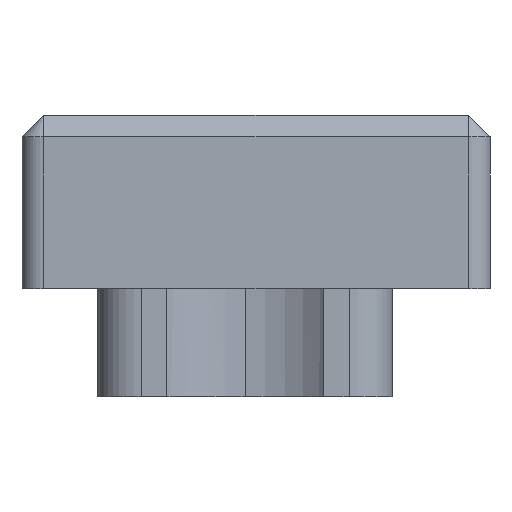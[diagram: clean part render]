
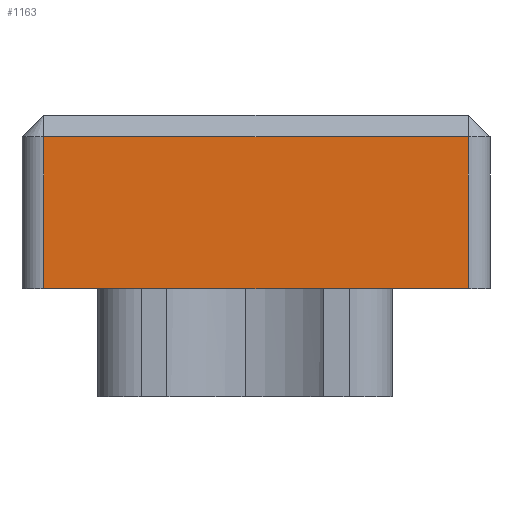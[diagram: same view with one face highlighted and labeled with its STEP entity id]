
A CAD part, left-side view. The second image highlights one B-rep face of the part: STEP entity #1163.
In plain terms, the highlighted planar face has unit normal (-1, 0, 0).
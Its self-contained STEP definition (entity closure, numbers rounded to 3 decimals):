
#39=PLANE('',#1259);
#92=FACE_OUTER_BOUND('',#159,.T.);
#159=EDGE_LOOP('',(#881,#882,#883,#884));
#307=LINE('',#2418,#395);
#328=LINE('',#3040,#416);
#329=LINE('',#3044,#417);
#330=LINE('',#3045,#418);
#395=VECTOR('',#1393,10.);
#416=VECTOR('',#1452,10.);
#417=VECTOR('',#1457,10.);
#418=VECTOR('',#1458,10.);
#506=VERTEX_POINT('',#2412);
#508=VERTEX_POINT('',#2416);
#523=VERTEX_POINT('',#3039);
#524=VERTEX_POINT('',#3043);
#628=EDGE_CURVE('',#508,#506,#307,.T.);
#661=EDGE_CURVE('',#506,#523,#328,.T.);
#663=EDGE_CURVE('',#524,#508,#329,.T.);
#664=EDGE_CURVE('',#524,#523,#330,.F.);
#881=ORIENTED_EDGE('',*,*,#628,.F.);
#882=ORIENTED_EDGE('',*,*,#663,.F.);
#883=ORIENTED_EDGE('',*,*,#664,.T.);
#884=ORIENTED_EDGE('',*,*,#661,.F.);
#1163=ADVANCED_FACE('',(#92),#39,.T.);
#1259=AXIS2_PLACEMENT_3D('',#3042,#1455,#1456);
#1393=DIRECTION('',(0.,-1.,0.));
#1452=DIRECTION('',(0.,0.,-1.));
#1455=DIRECTION('center_axis',(-1.,0.,0.));
#1456=DIRECTION('ref_axis',(0.,-1.,0.));
#1457=DIRECTION('',(0.,0.,1.));
#1458=DIRECTION('',(0.,1.,0.));
#2412=CARTESIAN_POINT('',(72.363,-67.458,70.612));
#2416=CARTESIAN_POINT('',(72.363,-47.858,70.612));
#2418=CARTESIAN_POINT('',(72.363,-52.258,70.612));
#3039=CARTESIAN_POINT('',(72.363,-67.458,63.612));
#3040=CARTESIAN_POINT('',(72.363,-67.458,63.612));
#3042=CARTESIAN_POINT('Origin',(72.363,-46.858,63.612));
#3043=CARTESIAN_POINT('',(72.363,-47.858,63.612));
#3044=CARTESIAN_POINT('',(72.363,-47.858,63.612));
#3045=CARTESIAN_POINT('',(72.363,-52.258,63.612));
